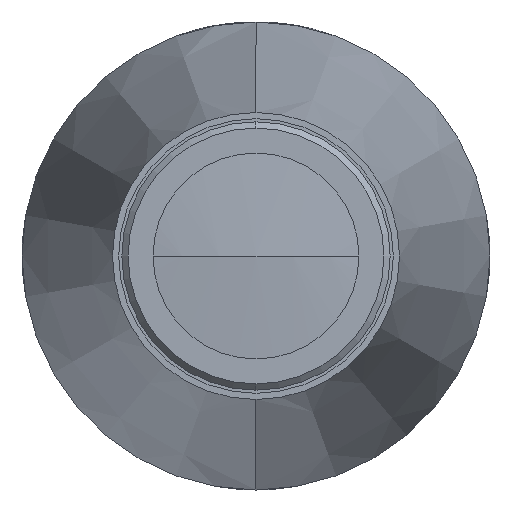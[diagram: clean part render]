
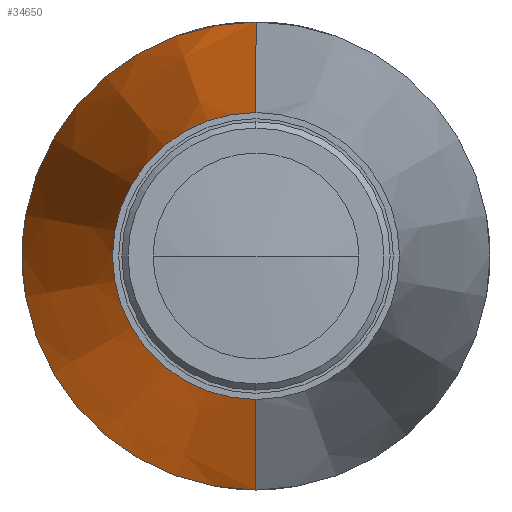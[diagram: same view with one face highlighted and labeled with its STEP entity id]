
A CAD part, left-side view. The second image highlights one B-rep face of the part: STEP entity #34650.
In plain terms, the highlighted conical face has half-angle 10 degrees and reference radius 37.5 mm.
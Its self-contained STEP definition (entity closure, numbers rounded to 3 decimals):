
#648 = VERTEX_POINT ( 'NONE', #10913 ) ;
#704 = LINE ( 'NONE', #30866, #14320 ) ;
#2354 = CARTESIAN_POINT ( 'NONE',  ( 9., 0., 0. ) ) ;
#3398 = EDGE_CURVE ( 'NONE', #648, #5440, #22838, .T. ) ;
#3647 = DIRECTION ( 'NONE',  ( 0.985, 0., -0.174 ) ) ;
#4921 = ORIENTED_EDGE ( 'NONE', *, *, #14066, .F. ) ;
#5440 = VERTEX_POINT ( 'NONE', #21634 ) ;
#7141 = DIRECTION ( 'NONE',  ( 0., 0., 1. ) ) ;
#8457 = CARTESIAN_POINT ( 'NONE',  ( 91.234, 0., 0. ) ) ;
#8662 = VECTOR ( 'NONE', #3647, 1000. ) ;
#9464 = EDGE_CURVE ( 'NONE', #32878, #30319, #28347, .T. ) ;
#9873 = EDGE_CURVE ( 'NONE', #32878, #648, #704, .T. ) ;
#10626 = AXIS2_PLACEMENT_3D ( 'NONE', #8457, #32594, #30117 ) ;
#10913 = CARTESIAN_POINT ( 'NONE',  ( 91.234, 0., 37.5 ) ) ;
#11085 = LINE ( 'NONE', #19596, #8662 ) ;
#12648 = CARTESIAN_POINT ( 'NONE',  ( 91.234, 0., 0. ) ) ;
#14066 = EDGE_CURVE ( 'NONE', #30319, #5440, #11085, .T. ) ;
#14320 = VECTOR ( 'NONE', #19506, 1000. ) ;
#16140 = DIRECTION ( 'NONE',  ( -1., 0., 0. ) ) ;
#16727 = ORIENTED_EDGE ( 'NONE', *, *, #9464, .F. ) ;
#17721 = AXIS2_PLACEMENT_3D ( 'NONE', #12648, #16140, #23464 ) ;
#18546 = CONICAL_SURFACE ( 'NONE', #10626, 37.5, 0.175 ) ;
#18910 = CARTESIAN_POINT ( 'NONE',  ( 9., 0., -23. ) ) ;
#19369 = ORIENTED_EDGE ( 'NONE', *, *, #3398, .T. ) ;
#19506 = DIRECTION ( 'NONE',  ( 0.985, 0., 0.174 ) ) ;
#19596 = CARTESIAN_POINT ( 'NONE',  ( 91.234, 0., -37.5 ) ) ;
#21634 = CARTESIAN_POINT ( 'NONE',  ( 91.234, 0., -37.5 ) ) ;
#22092 = AXIS2_PLACEMENT_3D ( 'NONE', #2354, #31645, #7141 ) ;
#22838 = CIRCLE ( 'NONE', #17721, 37.5 ) ;
#23464 = DIRECTION ( 'NONE',  ( 0., 0., 1. ) ) ;
#27285 = FACE_OUTER_BOUND ( 'NONE', #32571, .T. ) ;
#28347 = CIRCLE ( 'NONE', #22092, 23. ) ;
#30117 = DIRECTION ( 'NONE',  ( 0., 0., -1. ) ) ;
#30319 = VERTEX_POINT ( 'NONE', #18910 ) ;
#30866 = CARTESIAN_POINT ( 'NONE',  ( 91.234, 0., 37.5 ) ) ;
#31645 = DIRECTION ( 'NONE',  ( -1., 0., 0. ) ) ;
#31967 = CARTESIAN_POINT ( 'NONE',  ( 9., 0., 23. ) ) ;
#32496 = ORIENTED_EDGE ( 'NONE', *, *, #9873, .T. ) ;
#32571 = EDGE_LOOP ( 'NONE', ( #16727, #32496, #19369, #4921 ) ) ;
#32594 = DIRECTION ( 'NONE',  ( 1., 0., 0. ) ) ;
#32878 = VERTEX_POINT ( 'NONE', #31967 ) ;
#34650 = ADVANCED_FACE ( 'NONE', ( #27285 ), #18546, .T. ) ;
